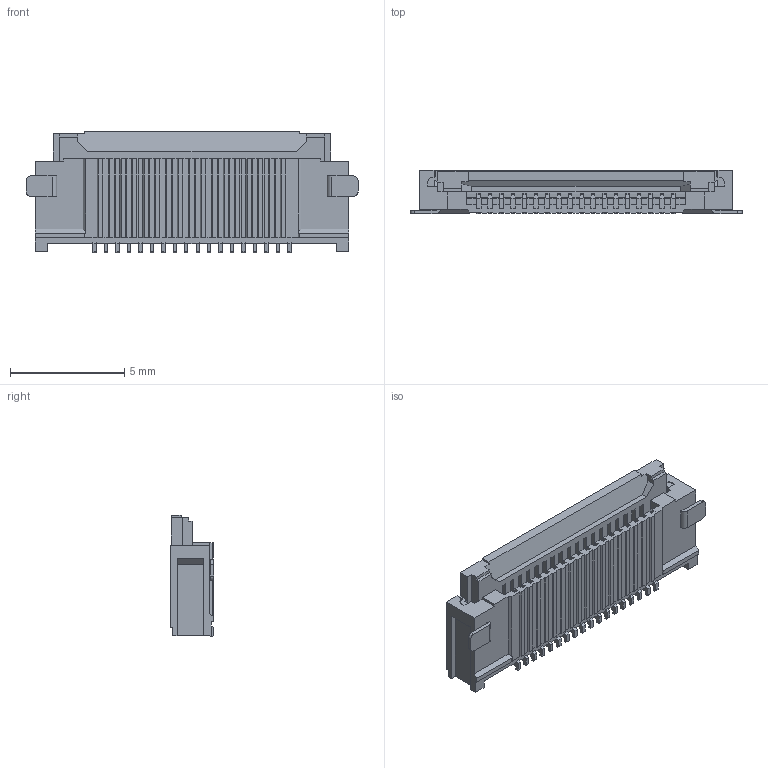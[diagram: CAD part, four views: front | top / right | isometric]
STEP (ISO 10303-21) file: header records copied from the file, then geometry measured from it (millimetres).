
FILE_DESCRIPTION(('STEP AP242'),'1');
FILE_NAME('5051101892.stp','2024-11-04T10:40:49',('TraceParts'),('TraceParts S.A.'),'Spatial InterOp 3D',' ',' ');
FILE_SCHEMA(('AP242_MANAGED_MODEL_BASED_3D_ENGINEERING_MIM_LF {1 0 10303 442 1 1 4}'));
Length unit declared in the file: millimetre
Products named in the file (1): 5051101892_1
Bounding box: 14.5 x 1.9 x 5.3 mm (x, y, z)
Volume: 80 mm3; surface area: 362.8 mm2
Topology: 1 solids, 1 shells, 1169 faces, 3445 edges, 2374 vertices
Faces by surface type: plane 972, cylinder 197
Entity records: 38369 total; most frequent: CARTESIAN_POINT 6840, ORIENTED_EDGE 6730, DIRECTION 6179, EDGE_CURVE 3365, LINE 3049, VECTOR 3049, VERTEX_POINT 2214, AXIS2_PLACEMENT_3D 1565
